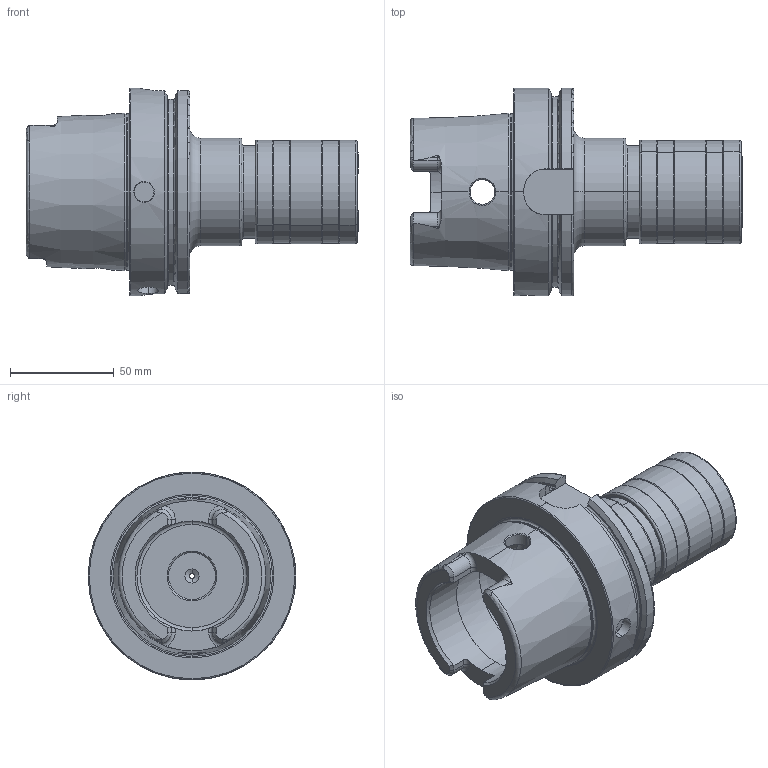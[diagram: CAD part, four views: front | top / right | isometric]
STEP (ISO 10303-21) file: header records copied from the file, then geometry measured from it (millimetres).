
FILE_DESCRIPTION (( 'STEP AP214' ), '1' );
FILE_NAME ('HA0.Go2.K01.110.STEP', '2011-10-06T10:39:45', ( 'SwiAdmin' ), ( '' ), 'SwSTEP 2.0', 'SolidWorks 2011', '' );
FILE_SCHEMA (( 'AUTOMOTIVE_DESIGN' ));
Length unit declared in the file: millimetre
Products named in the file (10): Federring aussen Go2_gespannt; Einbausatz Go2_gespannt; HA0.Go2.K01.110; HA0-Go2.K01.110_C_Fertigbearbeitung; Boden Go2; Feder gross Go2_vorgespannt; Feder klein Go2_gespannt; Federring innen Go2_gespannt; Hülse Go2; Kugel Go2
Assembly tree (11 placements, depth 3):
  HA0.Go2.K01.110
    Einbausatz Go2_gespannt
      Kugel Go2  x3
      Feder klein Go2_gespannt
      Federring innen Go2_gespannt
      Federring aussen Go2_gespannt
      Feder gross Go2_vorgespannt
      Boden Go2
      Hülse Go2
    HA0-Go2.K01.110_C_Fertigbearbeitung
Bounding box: 159.9 x 100 x 100 mm (x, y, z)
Volume: 373341.6 mm3; surface area: 89623.5 mm2
Topology: 10 solids, 10 shells, 378 faces, 919 edges, 556 vertices
Faces by surface type: cylinder 122, torus 89, plane 84, cone 64, bspline 13, sphere 6
Entity records: 18729 total; most frequent: CARTESIAN_POINT 8518, DIRECTION 1843, ORIENTED_EDGE 1784, EDGE_CURVE 892, AXIS2_PLACEMENT_3D 787, VERTEX_POINT 539, CIRCLE 411, EDGE_LOOP 401
